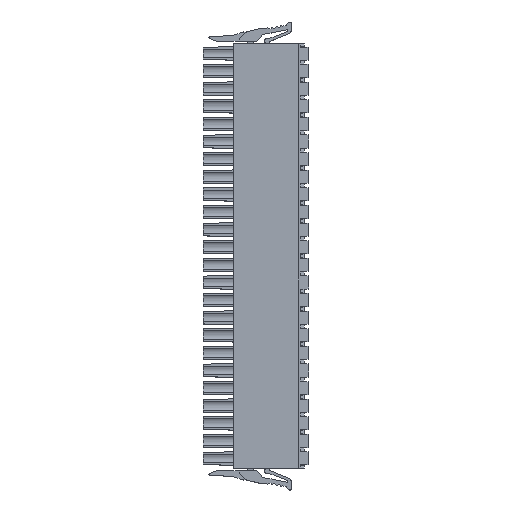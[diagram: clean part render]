
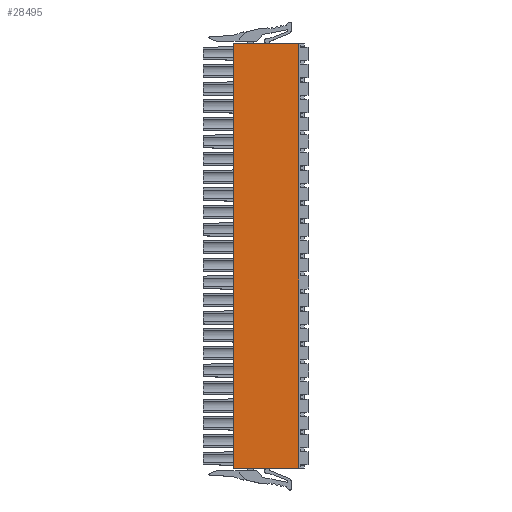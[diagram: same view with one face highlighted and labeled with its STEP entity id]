
A CAD part, top view. The second image highlights one B-rep face of the part: STEP entity #28495.
In plain terms, the highlighted planar face has unit normal (0, 0, 1).
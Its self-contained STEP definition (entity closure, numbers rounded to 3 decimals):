
#477=DIRECTION('',(-1.,0.,0.));
#478=VECTOR('',#477,14.1);
#479=CARTESIAN_POINT('',(7.475,69.565,3.4));
#480=LINE('',#479,#478);
#481=DIRECTION('',(0.,-1.,0.));
#482=VECTOR('',#481,91.83);
#483=CARTESIAN_POINT('',(7.475,69.565,3.4));
#484=LINE('',#483,#482);
#485=DIRECTION('',(-1.,0.,0.));
#486=VECTOR('',#485,14.1);
#487=CARTESIAN_POINT('',(7.475,-22.265,3.4));
#488=LINE('',#487,#486);
#510=DIRECTION('',(0.,-1.,0.));
#511=VECTOR('',#510,91.83);
#512=CARTESIAN_POINT('',(-6.625,69.565,3.4));
#513=LINE('',#512,#511);
#26568=CARTESIAN_POINT('',(7.475,-22.265,
3.4));
#26569=VERTEX_POINT('',#26568);
#26570=CARTESIAN_POINT('',(-6.625,-22.265,
3.4));
#26571=VERTEX_POINT('',#26570);
#27360=CARTESIAN_POINT('',(7.475,69.565,3.4));
#27361=VERTEX_POINT('',#27360);
#27362=CARTESIAN_POINT('',(-6.625,69.565,
3.4));
#27363=VERTEX_POINT('',#27362);
#28481=CARTESIAN_POINT('',(4.299,-14.645,3.4));
#28482=DIRECTION('',(0.,0.,1.));
#28483=DIRECTION('',(-1.,0.,0.));
#28484=AXIS2_PLACEMENT_3D('',#28481,#28482,#28483);
#28485=PLANE('',#28484);
#28487=ORIENTED_EDGE('',*,*,#28486,.F.);
#28489=ORIENTED_EDGE('',*,*,#28488,.F.);
#28490=ORIENTED_EDGE('',*,*,#28471,.T.);
#28492=ORIENTED_EDGE('',*,*,#28491,.T.);
#28493=EDGE_LOOP('',(#28487,#28489,#28490,#28492));
#28494=FACE_OUTER_BOUND('',#28493,.F.);
#28471=EDGE_CURVE('',#27361,#26569,#484,.T.);
#28486=EDGE_CURVE('',#27363,#26571,#513,.T.);
#28488=EDGE_CURVE('',#27361,#27363,#480,.T.);
#28491=EDGE_CURVE('',#26569,#26571,#488,.T.);
#28495=ADVANCED_FACE('',(#28494),#28485,.T.);
